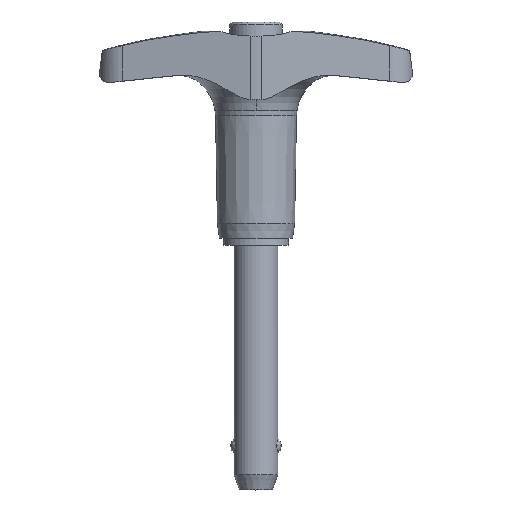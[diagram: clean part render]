
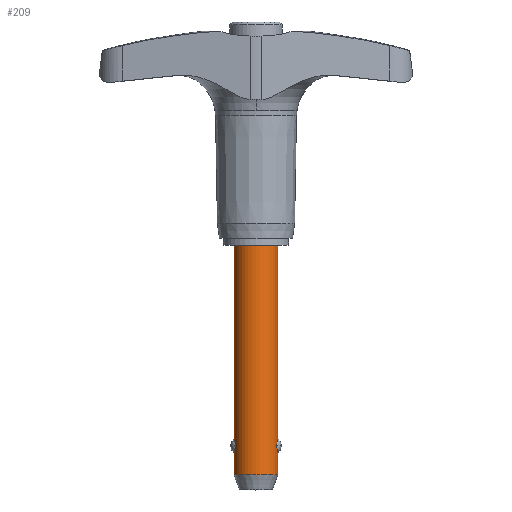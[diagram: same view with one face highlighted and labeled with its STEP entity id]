
A CAD part, top view. The second image highlights one B-rep face of the part: STEP entity #209.
In plain terms, the highlighted cylindrical face has radius 3.175 mm (diameter 6.35 mm), a partial arc.
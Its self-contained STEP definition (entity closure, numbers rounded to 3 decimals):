
#209=ADVANCED_FACE('',(#436),#437,.T.);
#436=FACE_OUTER_BOUND('',#675,.T.);
#437=CYLINDRICAL_SURFACE('',#676,3.175);
#675=EDGE_LOOP('',(#1253,#1254,#1255,#1256,#1257,#1258,#1259,#1260,#1261,#1262));
#676=AXIS2_PLACEMENT_3D('',#1263,#1264,#1265);
#1253=ORIENTED_EDGE('',*,*,#1518,.T.);
#1254=ORIENTED_EDGE('',*,*,#1670,.T.);
#1255=ORIENTED_EDGE('',*,*,#1700,.T.);
#1256=ORIENTED_EDGE('',*,*,#1525,.T.);
#1257=ORIENTED_EDGE('',*,*,#1545,.F.);
#1258=ORIENTED_EDGE('',*,*,#1523,.T.);
#1259=ORIENTED_EDGE('',*,*,#1613,.T.);
#1260=ORIENTED_EDGE('',*,*,#1566,.T.);
#1261=ORIENTED_EDGE('',*,*,#1520,.T.);
#1262=ORIENTED_EDGE('',*,*,#1701,.T.);
#1263=CARTESIAN_POINT('',(0.0,-17.653,0.0));
#1264=DIRECTION('',(-0.0,1.0,0.0));
#1265=DIRECTION('',(1.0,0.0,0.0));
#1518=EDGE_CURVE('',#1850,#1851,#1852,.T.);
#1520=EDGE_CURVE('',#1855,#1853,#1856,.T.);
#1523=EDGE_CURVE('',#1861,#1859,#1862,.T.);
#1525=EDGE_CURVE('',#1865,#1863,#1866,.T.);
#1545=EDGE_CURVE('',#1861,#1863,#1896,.T.);
#1566=EDGE_CURVE('',#1927,#1855,#1929,.T.);
#1613=EDGE_CURVE('',#1859,#1927,#2000,.T.);
#1670=EDGE_CURVE('',#1851,#2076,#2078,.T.);
#1700=EDGE_CURVE('',#2076,#1865,#2113,.T.);
#1701=EDGE_CURVE('',#1853,#1850,#2114,.T.);
#1850=VERTEX_POINT('',#2548);
#1851=VERTEX_POINT('',#2549);
#1852=LINE('',#2550,#2551);
#1853=VERTEX_POINT('',#2552);
#1855=VERTEX_POINT('',#2554);
#1856=LINE('',#2555,#2556);
#1859=VERTEX_POINT('',#2572);
#1861=VERTEX_POINT('',#2587);
#1862=LINE('',#2588,#2589);
#1863=VERTEX_POINT('',#2590);
#1865=VERTEX_POINT('',#2592);
#1866=LINE('',#2593,#2594);
#1896=CIRCLE('',#2766,3.175);
#1927=VERTEX_POINT('',#2951);
#1929=B_SPLINE_CURVE_WITH_KNOTS('',3,(#2953,#2954,#2955,#2956,#2957,#2958,#2959,#2960,#2961,#2962,#2963,#2964,#2965,#2966),.UNSPECIFIED.,.F.,.F.,(4,2,2,2,2,2,4),(0.0,0.342,0.684,0.852,1.02,1.311,1.601),.UNSPECIFIED.);
#2000=B_SPLINE_CURVE_WITH_KNOTS('',3,(#3173,#3174,#3175,#3176,#3177,#3178,#3179,#3180,#3181,#3182,#3183,#3184,#3185,#3186),.UNSPECIFIED.,.F.,.F.,(4,2,2,2,2,2,4),(4.804,5.095,5.386,5.554,5.722,6.064,6.406),.UNSPECIFIED.);
#2076=VERTEX_POINT('',#3515);
#2078=B_SPLINE_CURVE_WITH_KNOTS('',3,(#3517,#3518,#3519,#3520,#3521,#3522,#3523,#3524,#3525,#3526,#3527,#3528,#3529,#3530),.UNSPECIFIED.,.F.,.F.,(4,2,2,2,2,2,4),(1.601,1.892,2.183,2.351,2.519,2.861,3.203),.UNSPECIFIED.);
#2113=B_SPLINE_CURVE_WITH_KNOTS('',3,(#3680,#3681,#3682,#3683,#3684,#3685,#3686,#3687,#3688,#3689,#3690,#3691,#3692,#3693),.UNSPECIFIED.,.F.,.F.,(4,2,2,2,2,2,4),(3.203,3.545,3.887,4.055,4.223,4.514,4.804),.UNSPECIFIED.);
#2114=CIRCLE('',#3694,3.175);
#2548=CARTESIAN_POINT('',(3.175,-33.096,0.0));
#2549=CARTESIAN_POINT('',(3.175,-29.933,0.));
#2550=CARTESIAN_POINT('',(3.175,-17.653,0.));
#2551=VECTOR('',#3932,1.0);
#2552=CARTESIAN_POINT('',(-3.175,-33.096,0.));
#2554=CARTESIAN_POINT('',(-3.175,-29.933,0.));
#2555=CARTESIAN_POINT('',(-3.175,-17.653,0.));
#2556=VECTOR('',#3936,1.0);
#2572=CARTESIAN_POINT('',(-3.175,-27.94,0.));
#2587=CARTESIAN_POINT('',(-3.175,0.0,0.));
#2588=CARTESIAN_POINT('',(-3.175,-17.653,0.));
#2589=VECTOR('',#3937,1.0);
#2590=CARTESIAN_POINT('',(3.175,0.0,0.0));
#2592=CARTESIAN_POINT('',(3.175,-27.94,0.));
#2593=CARTESIAN_POINT('',(3.175,-17.653,0.));
#2594=VECTOR('',#3941,1.0);
#2766=AXIS2_PLACEMENT_3D('',#3947,#3948,#3949);
#2951=CARTESIAN_POINT('',(-2.97,-28.936,1.123));
#2953=CARTESIAN_POINT('',(-2.97,-28.936,1.123));
#2954=CARTESIAN_POINT('',(-2.97,-29.05,1.123));
#2955=CARTESIAN_POINT('',(-2.979,-29.171,1.1));
#2956=CARTESIAN_POINT('',(-3.011,-29.394,1.01));
#2957=CARTESIAN_POINT('',(-3.033,-29.496,0.942));
#2958=CARTESIAN_POINT('',(-3.065,-29.618,0.828));
#2959=CARTESIAN_POINT('',(-3.077,-29.658,0.783));
#2960=CARTESIAN_POINT('',(-3.1,-29.731,0.687));
#2961=CARTESIAN_POINT('',(-3.111,-29.763,0.636));
#2962=CARTESIAN_POINT('',(-3.136,-29.835,0.503));
#2963=CARTESIAN_POINT('',(-3.151,-29.872,0.405));
#2964=CARTESIAN_POINT('',(-3.17,-29.922,0.202));
#2965=CARTESIAN_POINT('',(-3.175,-29.933,0.097));
#2966=CARTESIAN_POINT('',(-3.175,-29.933,0.));
#3173=CARTESIAN_POINT('',(-3.175,-27.94,0.));
#3174=CARTESIAN_POINT('',(-3.175,-27.94,0.097));
#3175=CARTESIAN_POINT('',(-3.17,-27.951,0.202));
#3176=CARTESIAN_POINT('',(-3.151,-28.001,0.405));
#3177=CARTESIAN_POINT('',(-3.136,-28.038,0.503));
#3178=CARTESIAN_POINT('',(-3.111,-28.109,0.636));
#3179=CARTESIAN_POINT('',(-3.1,-28.142,0.687));
#3180=CARTESIAN_POINT('',(-3.077,-28.215,0.783));
#3181=CARTESIAN_POINT('',(-3.065,-28.255,0.828));
#3182=CARTESIAN_POINT('',(-3.033,-28.377,0.942));
#3183=CARTESIAN_POINT('',(-3.011,-28.479,1.01));
#3184=CARTESIAN_POINT('',(-2.979,-28.701,1.1));
#3185=CARTESIAN_POINT('',(-2.97,-28.822,1.123));
#3186=CARTESIAN_POINT('',(-2.97,-28.936,1.123));
#3515=CARTESIAN_POINT('',(2.97,-28.936,1.123));
#3517=CARTESIAN_POINT('',(3.175,-29.933,0.));
#3518=CARTESIAN_POINT('',(3.175,-29.933,0.097));
#3519=CARTESIAN_POINT('',(3.17,-29.922,0.202));
#3520=CARTESIAN_POINT('',(3.151,-29.872,0.405));
#3521=CARTESIAN_POINT('',(3.136,-29.835,0.503));
#3522=CARTESIAN_POINT('',(3.111,-29.763,0.636));
#3523=CARTESIAN_POINT('',(3.1,-29.731,0.687));
#3524=CARTESIAN_POINT('',(3.077,-29.658,0.783));
#3525=CARTESIAN_POINT('',(3.065,-29.618,0.828));
#3526=CARTESIAN_POINT('',(3.033,-29.496,0.942));
#3527=CARTESIAN_POINT('',(3.011,-29.394,1.01));
#3528=CARTESIAN_POINT('',(2.979,-29.171,1.1));
#3529=CARTESIAN_POINT('',(2.97,-29.05,1.123));
#3530=CARTESIAN_POINT('',(2.97,-28.936,1.123));
#3680=CARTESIAN_POINT('',(2.97,-28.936,1.123));
#3681=CARTESIAN_POINT('',(2.97,-28.822,1.123));
#3682=CARTESIAN_POINT('',(2.979,-28.701,1.1));
#3683=CARTESIAN_POINT('',(3.011,-28.479,1.01));
#3684=CARTESIAN_POINT('',(3.033,-28.377,0.942));
#3685=CARTESIAN_POINT('',(3.065,-28.255,0.828));
#3686=CARTESIAN_POINT('',(3.077,-28.215,0.783));
#3687=CARTESIAN_POINT('',(3.1,-28.142,0.687));
#3688=CARTESIAN_POINT('',(3.111,-28.109,0.636));
#3689=CARTESIAN_POINT('',(3.136,-28.038,0.503));
#3690=CARTESIAN_POINT('',(3.151,-28.001,0.405));
#3691=CARTESIAN_POINT('',(3.17,-27.951,0.202));
#3692=CARTESIAN_POINT('',(3.175,-27.94,0.097));
#3693=CARTESIAN_POINT('',(3.175,-27.94,0.));
#3694=AXIS2_PLACEMENT_3D('',#4110,#4111,#4112);
#3932=DIRECTION('',(0.0,1.0,0.0));
#3936=DIRECTION('',(-0.0,-1.0,-0.0));
#3937=DIRECTION('',(-0.0,-1.0,-0.0));
#3941=DIRECTION('',(0.0,1.0,0.0));
#3947=CARTESIAN_POINT('',(0.0,0.0,0.0));
#3948=DIRECTION('',(-0.0,1.0,0.0));
#3949=DIRECTION('',(1.0,0.0,0.0));
#4110=CARTESIAN_POINT('',(0.0,-33.096,0.0));
#4111=DIRECTION('',(0.,1.0,0.0));
#4112=DIRECTION('',(1.0,0.,0.0));
